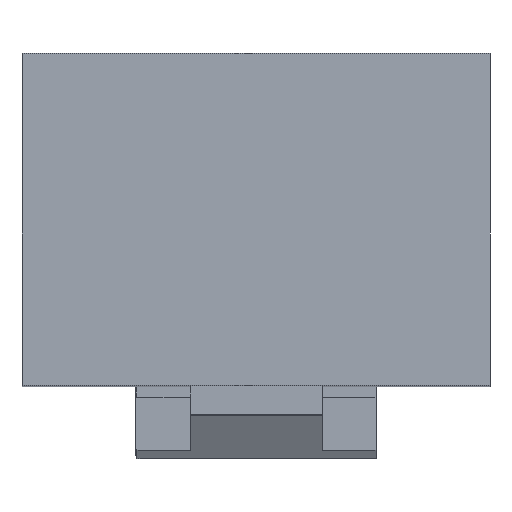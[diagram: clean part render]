
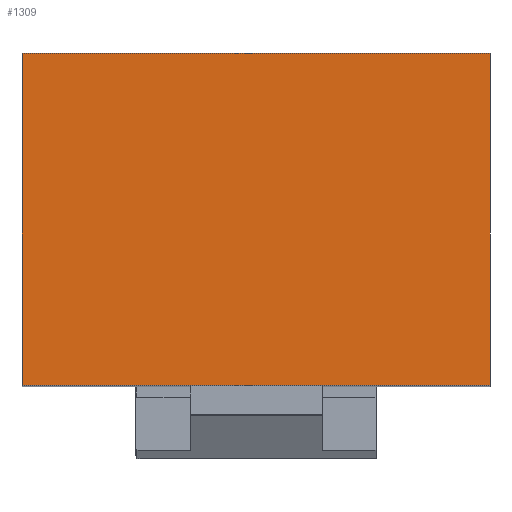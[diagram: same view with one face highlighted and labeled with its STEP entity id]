
A CAD part, top view. The second image highlights one B-rep face of the part: STEP entity #1309.
In plain terms, the highlighted planar face has unit normal (0, 0, 1).
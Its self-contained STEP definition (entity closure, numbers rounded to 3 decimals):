
#638=FACE_OUTER_BOUND('',#1524,.T.);
#691=LINE('',#3451,#981);
#910=LINE('',#4011,#1200);
#915=LINE('',#4021,#1205);
#916=LINE('',#4023,#1206);
#981=VECTOR('',#2929,1.);
#1200=VECTOR('',#3302,1.);
#1205=VECTOR('',#3311,1.);
#1206=VECTOR('',#3314,1.);
#1309=ADVANCED_FACE('',(#638),#1397,.T.);
#1397=PLANE('',#2867);
#1524=EDGE_LOOP('',(#2019,#2020,#2021,#2022));
#2019=ORIENTED_EDGE('',*,*,#2645,.T.);
#2020=ORIENTED_EDGE('',*,*,#2644,.T.);
#2021=ORIENTED_EDGE('',*,*,#2411,.F.);
#2022=ORIENTED_EDGE('',*,*,#2639,.T.);
#2181=VERTEX_POINT('',#3452);
#2182=VERTEX_POINT('',#3453);
#2357=VERTEX_POINT('',#4010);
#2360=VERTEX_POINT('',#4020);
#2411=EDGE_CURVE('',#2181,#2182,#691,.T.);
#2639=EDGE_CURVE('',#2181,#2357,#910,.T.);
#2644=EDGE_CURVE('',#2360,#2182,#915,.T.);
#2645=EDGE_CURVE('',#2357,#2360,#916,.T.);
#2867=AXIS2_PLACEMENT_3D('',#4024,#3315,#3316);
#2929=DIRECTION('',(0.,1.,0.));
#3302=DIRECTION('',(1.,0.,0.));
#3311=DIRECTION('',(-1.,0.,0.));
#3314=DIRECTION('',(0.,1.,0.));
#3315=DIRECTION('',(0.,0.,1.));
#3316=DIRECTION('',(0.,-1.,0.));
#3451=CARTESIAN_POINT('',(-5.85,-3.3,10.9));
#3452=CARTESIAN_POINT('',(-5.85,-3.3,10.9));
#3453=CARTESIAN_POINT('',(-5.85,5.,10.9));
#4010=CARTESIAN_POINT('',(5.85,-3.3,10.9));
#4011=CARTESIAN_POINT('',(-5.85,-3.3,10.9));
#4020=CARTESIAN_POINT('',(5.85,5.,10.9));
#4021=CARTESIAN_POINT('',(5.85,5.,10.9));
#4023=CARTESIAN_POINT('',(5.85,-3.3,10.9));
#4024=CARTESIAN_POINT('',(-6.243,5.1,10.9));
